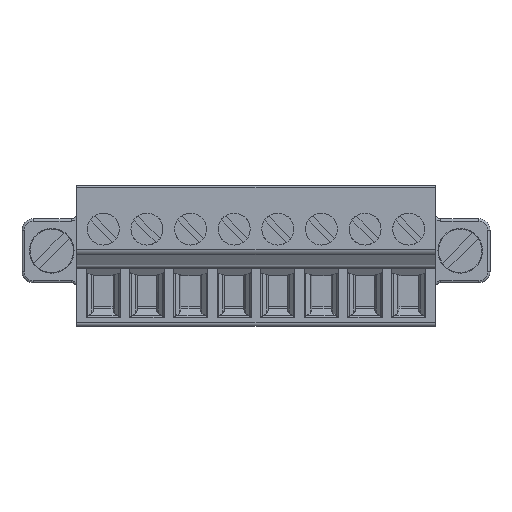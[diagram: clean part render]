
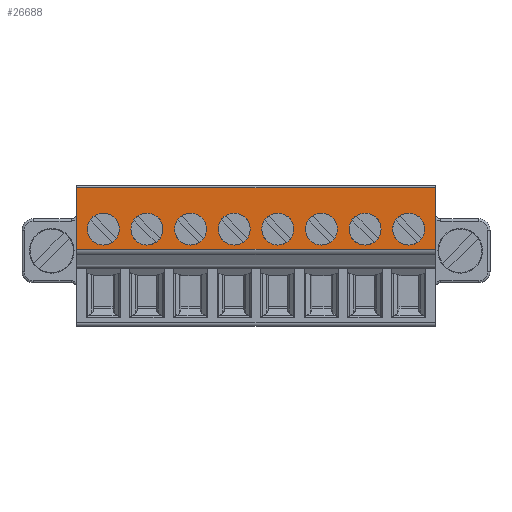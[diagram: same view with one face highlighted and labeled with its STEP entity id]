
A CAD part, front view. The second image highlights one B-rep face of the part: STEP entity #26688.
In plain terms, the highlighted planar face has unit normal (0, -1, 0).
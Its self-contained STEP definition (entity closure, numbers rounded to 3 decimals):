
#6166=DIRECTION('',(1.,0.,0.));
#6167=VECTOR('',#6166,31.27);
#6168=CARTESIAN_POINT('',(4.8,0.,12.1));
#6169=LINE('',#6168,#6167);
#6210=DIRECTION('',(0.,0.,1.));
#6211=VECTOR('',#6210,5.368);
#6212=CARTESIAN_POINT('',(4.8,0.,6.732));
#6213=LINE('',#6212,#6211);
#8094=DIRECTION('',(0.,0.,1.));
#8095=VECTOR('',#8094,5.368);
#8096=CARTESIAN_POINT('',(36.07,0.,6.732));
#8097=LINE('',#8096,#8095);
#8101=CARTESIAN_POINT('',(33.77,0.,8.5));
#8102=DIRECTION('',(0.,1.,0.));
#8103=DIRECTION('',(0.,0.,1.));
#8104=AXIS2_PLACEMENT_3D('',#8101,#8102,#8103);
#8109=CARTESIAN_POINT('',(33.77,0.,8.5));
#8110=DIRECTION('',(0.,1.,0.));
#8111=DIRECTION('',(0.,0.,-1.));
#8112=AXIS2_PLACEMENT_3D('',#8109,#8110,#8111);
#8117=CARTESIAN_POINT('',(29.96,0.,8.5));
#8118=DIRECTION('',(0.,1.,0.));
#8119=DIRECTION('',(0.,0.,-1.));
#8120=AXIS2_PLACEMENT_3D('',#8117,#8118,#8119);
#8125=CARTESIAN_POINT('',(29.96,0.,8.5));
#8126=DIRECTION('',(0.,1.,0.));
#8127=DIRECTION('',(0.,0.,1.));
#8128=AXIS2_PLACEMENT_3D('',#8125,#8126,#8127);
#8133=CARTESIAN_POINT('',(26.15,0.,8.5));
#8134=DIRECTION('',(0.,1.,0.));
#8135=DIRECTION('',(0.,0.,-1.));
#8136=AXIS2_PLACEMENT_3D('',#8133,#8134,#8135);
#8141=CARTESIAN_POINT('',(26.15,0.,8.5));
#8142=DIRECTION('',(0.,1.,0.));
#8143=DIRECTION('',(0.,0.,1.));
#8144=AXIS2_PLACEMENT_3D('',#8141,#8142,#8143);
#8149=CARTESIAN_POINT('',(22.34,0.,8.5));
#8150=DIRECTION('',(0.,1.,0.));
#8151=DIRECTION('',(0.,0.,-1.));
#8152=AXIS2_PLACEMENT_3D('',#8149,#8150,#8151);
#8157=CARTESIAN_POINT('',(22.34,0.,8.5));
#8158=DIRECTION('',(0.,1.,0.));
#8159=DIRECTION('',(0.,0.,1.));
#8160=AXIS2_PLACEMENT_3D('',#8157,#8158,#8159);
#8165=CARTESIAN_POINT('',(18.53,0.,8.5));
#8166=DIRECTION('',(0.,1.,0.));
#8167=DIRECTION('',(0.,0.,-1.));
#8168=AXIS2_PLACEMENT_3D('',#8165,#8166,#8167);
#8173=CARTESIAN_POINT('',(18.53,0.,8.5));
#8174=DIRECTION('',(0.,1.,0.));
#8175=DIRECTION('',(0.,0.,1.));
#8176=AXIS2_PLACEMENT_3D('',#8173,#8174,#8175);
#8181=CARTESIAN_POINT('',(14.72,0.,8.5));
#8182=DIRECTION('',(0.,1.,0.));
#8183=DIRECTION('',(0.,0.,-1.));
#8184=AXIS2_PLACEMENT_3D('',#8181,#8182,#8183);
#8189=CARTESIAN_POINT('',(14.72,0.,8.5));
#8190=DIRECTION('',(0.,1.,0.));
#8191=DIRECTION('',(0.,0.,1.));
#8192=AXIS2_PLACEMENT_3D('',#8189,#8190,#8191);
#8197=CARTESIAN_POINT('',(7.1,0.,8.5));
#8198=DIRECTION('',(0.,1.,0.));
#8199=DIRECTION('',(0.,0.,1.));
#8200=AXIS2_PLACEMENT_3D('',#8197,#8198,#8199);
#8205=CARTESIAN_POINT('',(7.1,0.,8.5));
#8206=DIRECTION('',(0.,1.,0.));
#8207=DIRECTION('',(0.,0.,-1.));
#8208=AXIS2_PLACEMENT_3D('',#8205,#8206,#8207);
#8213=CARTESIAN_POINT('',(10.91,0.,8.5));
#8214=DIRECTION('',(0.,1.,0.));
#8215=DIRECTION('',(0.,0.,-1.));
#8216=AXIS2_PLACEMENT_3D('',#8213,#8214,#8215);
#8221=CARTESIAN_POINT('',(10.91,0.,8.5));
#8222=DIRECTION('',(0.,1.,0.));
#8223=DIRECTION('',(0.,0.,1.));
#8224=AXIS2_PLACEMENT_3D('',#8221,#8222,#8223);
#8229=DIRECTION('',(-1.,0.,0.));
#8230=VECTOR('',#8229,31.27);
#8231=CARTESIAN_POINT('',(36.07,0.,6.732));
#8232=LINE('',#8231,#8230);
#16701=CARTESIAN_POINT('',(7.1,0.,9.9));
#16702=CARTESIAN_POINT('',(7.1,0.,7.1));
#16703=VERTEX_POINT('',#16701);
#16704=VERTEX_POINT('',#16702);
#16723=CARTESIAN_POINT('',(10.91,0.,9.9));
#16724=CARTESIAN_POINT('',(10.91,0.,7.1));
#16725=VERTEX_POINT('',#16723);
#16726=VERTEX_POINT('',#16724);
#16747=CARTESIAN_POINT('',(14.72,0.,9.9));
#16748=CARTESIAN_POINT('',(14.72,0.,7.1));
#16749=VERTEX_POINT('',#16747);
#16750=VERTEX_POINT('',#16748);
#16771=CARTESIAN_POINT('',(18.53,0.,9.9));
#16772=CARTESIAN_POINT('',(18.53,0.,7.1));
#16773=VERTEX_POINT('',#16771);
#16774=VERTEX_POINT('',#16772);
#16795=CARTESIAN_POINT('',(22.34,0.,9.9));
#16796=CARTESIAN_POINT('',(22.34,0.,7.1));
#16797=VERTEX_POINT('',#16795);
#16798=VERTEX_POINT('',#16796);
#16819=CARTESIAN_POINT('',(26.15,0.,9.9));
#16820=CARTESIAN_POINT('',(26.15,0.,7.1));
#16821=VERTEX_POINT('',#16819);
#16822=VERTEX_POINT('',#16820);
#16843=CARTESIAN_POINT('',(29.96,0.,9.9));
#16844=CARTESIAN_POINT('',(29.96,0.,7.1));
#16845=VERTEX_POINT('',#16843);
#16846=VERTEX_POINT('',#16844);
#16867=CARTESIAN_POINT('',(33.77,0.,9.9));
#16868=CARTESIAN_POINT('',(33.77,0.,7.1));
#16869=VERTEX_POINT('',#16867);
#16870=VERTEX_POINT('',#16868);
#16995=CARTESIAN_POINT('',(36.07,0.,12.1));
#16996=VERTEX_POINT('',#16995);
#16997=CARTESIAN_POINT('',(36.07,0.,6.732));
#16998=VERTEX_POINT('',#16997);
#18544=CARTESIAN_POINT('',(4.8,0.,6.732));
#18545=VERTEX_POINT('',#18544);
#18546=CARTESIAN_POINT('',(4.8,0.,12.1));
#18547=VERTEX_POINT('',#18546);
#26628=CARTESIAN_POINT('',(4.8,0.,
6.732));
#26629=DIRECTION('',(0.,-1.,0.));
#26630=DIRECTION('',(1.,0.,0.));
#26631=AXIS2_PLACEMENT_3D('',#26628,#26629,#26630);
#26632=PLANE('',#26631);
#26633=ORIENTED_EDGE('',*,*,#25823,.T.);
#26634=ORIENTED_EDGE('',*,*,#19430,.F.);
#26636=ORIENTED_EDGE('',*,*,#26635,.T.);
#26637=ORIENTED_EDGE('',*,*,#25845,.T.);
#26638=EDGE_LOOP('',(#26633,#26634,#26636,#26637));
#26639=FACE_OUTER_BOUND('',#26638,.F.);
#26641=ORIENTED_EDGE('',*,*,#26640,.F.);
#26643=ORIENTED_EDGE('',*,*,#26642,.F.);
#26644=EDGE_LOOP('',(#26641,#26643));
#26645=FACE_BOUND('',#26644,.F.);
#26647=ORIENTED_EDGE('',*,*,#26646,.F.);
#26649=ORIENTED_EDGE('',*,*,#26648,.F.);
#26650=EDGE_LOOP('',(#26647,#26649));
#26651=FACE_BOUND('',#26650,.F.);
#26653=ORIENTED_EDGE('',*,*,#26652,.F.);
#26655=ORIENTED_EDGE('',*,*,#26654,.F.);
#26656=EDGE_LOOP('',(#26653,#26655));
#26657=FACE_BOUND('',#26656,.F.);
#26659=ORIENTED_EDGE('',*,*,#26658,.F.);
#26661=ORIENTED_EDGE('',*,*,#26660,.F.);
#26662=EDGE_LOOP('',(#26659,#26661));
#26663=FACE_BOUND('',#26662,.F.);
#26665=ORIENTED_EDGE('',*,*,#26664,.F.);
#26667=ORIENTED_EDGE('',*,*,#26666,.F.);
#26668=EDGE_LOOP('',(#26665,#26667));
#26669=FACE_BOUND('',#26668,.F.);
#26671=ORIENTED_EDGE('',*,*,#26670,.F.);
#26673=ORIENTED_EDGE('',*,*,#26672,.F.);
#26674=EDGE_LOOP('',(#26671,#26673));
#26675=FACE_BOUND('',#26674,.F.);
#26677=ORIENTED_EDGE('',*,*,#26676,.F.);
#26679=ORIENTED_EDGE('',*,*,#26678,.F.);
#26680=EDGE_LOOP('',(#26677,#26679));
#26681=FACE_BOUND('',#26680,.F.);
#26683=ORIENTED_EDGE('',*,*,#26682,.F.);
#26685=ORIENTED_EDGE('',*,*,#26684,.F.);
#26686=EDGE_LOOP('',(#26683,#26685));
#26687=FACE_BOUND('',#26686,.F.);
#26688=ADVANCED_FACE('',(#26639,#26645,#26651,#26657,#26663,#26669,#26675,
#26681,#26687),#26632,.T.);
#8105=CIRCLE('',#8104,1.4);
#8113=CIRCLE('',#8112,1.4);
#8121=CIRCLE('',#8120,1.4);
#8129=CIRCLE('',#8128,1.4);
#8137=CIRCLE('',#8136,1.4);
#8145=CIRCLE('',#8144,1.4);
#8153=CIRCLE('',#8152,1.4);
#8161=CIRCLE('',#8160,1.4);
#8169=CIRCLE('',#8168,1.4);
#8177=CIRCLE('',#8176,1.4);
#8185=CIRCLE('',#8184,1.4);
#8193=CIRCLE('',#8192,1.4);
#8201=CIRCLE('',#8200,1.4);
#8209=CIRCLE('',#8208,1.4);
#8217=CIRCLE('',#8216,1.4);
#8225=CIRCLE('',#8224,1.4);
#19430=EDGE_CURVE('',#16998,#16996,#8097,.T.);
#25823=EDGE_CURVE('',#18547,#16996,#6169,.T.);
#25845=EDGE_CURVE('',#18545,#18547,#6213,.T.);
#26635=EDGE_CURVE('',#16998,#18545,#8232,.T.);
#26640=EDGE_CURVE('',#16869,#16870,#8105,.T.);
#26642=EDGE_CURVE('',#16870,#16869,#8113,.T.);
#26646=EDGE_CURVE('',#16846,#16845,#8121,.T.);
#26648=EDGE_CURVE('',#16845,#16846,#8129,.T.);
#26652=EDGE_CURVE('',#16822,#16821,#8137,.T.);
#26654=EDGE_CURVE('',#16821,#16822,#8145,.T.);
#26658=EDGE_CURVE('',#16798,#16797,#8153,.T.);
#26660=EDGE_CURVE('',#16797,#16798,#8161,.T.);
#26664=EDGE_CURVE('',#16774,#16773,#8169,.T.);
#26666=EDGE_CURVE('',#16773,#16774,#8177,.T.);
#26670=EDGE_CURVE('',#16750,#16749,#8185,.T.);
#26672=EDGE_CURVE('',#16749,#16750,#8193,.T.);
#26676=EDGE_CURVE('',#16703,#16704,#8201,.T.);
#26678=EDGE_CURVE('',#16704,#16703,#8209,.T.);
#26682=EDGE_CURVE('',#16726,#16725,#8217,.T.);
#26684=EDGE_CURVE('',#16725,#16726,#8225,.T.);
